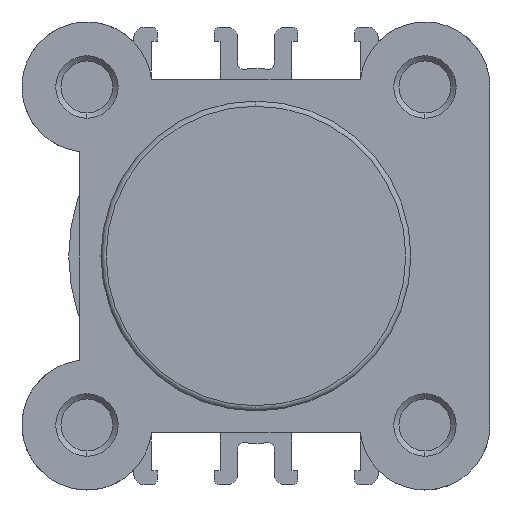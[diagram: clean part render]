
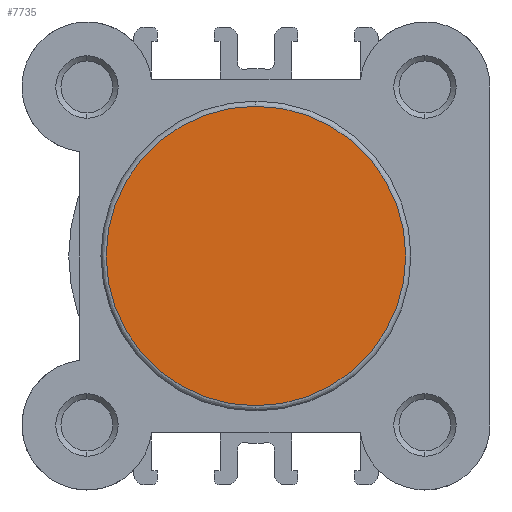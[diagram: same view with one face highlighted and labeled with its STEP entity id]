
A CAD part, left-side view. The second image highlights one B-rep face of the part: STEP entity #7735.
In plain terms, the highlighted planar face has unit normal (-1, 0, 0).
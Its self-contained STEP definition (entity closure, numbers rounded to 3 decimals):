
#932 = FACE_OUTER_BOUND ( 'NONE', #1701, .T. ) ;
#1056 = EDGE_CURVE ( 'NONE', #2783, #2782, #4451, .T. ) ;
#1091 = EDGE_CURVE ( 'NONE', #2782, #2783, #4500, .T. ) ;
#1701 = EDGE_LOOP ( 'NONE', ( #3112, #3063 ) ) ;
#2033 = CARTESIAN_POINT ( 'NONE',  ( 0., 0., 0. ) ) ;
#2035 = DIRECTION ( 'NONE',  ( -1., 0., 0. ) ) ;
#2036 = DIRECTION ( 'NONE',  ( 0., 0., 1. ) ) ;
#2782 = VERTEX_POINT ( 'NONE', #6430 ) ;
#2783 = VERTEX_POINT ( 'NONE', #6431 ) ;
#3014 = CARTESIAN_POINT ( 'NONE',  ( 0., 0., 0. ) ) ;
#3015 = DIRECTION ( 'NONE',  ( -1., 0., 0. ) ) ;
#3016 = DIRECTION ( 'NONE',  ( 0., 0., 1. ) ) ;
#3063 = ORIENTED_EDGE ( 'NONE', *, *, #1091, .T. ) ;
#3112 = ORIENTED_EDGE ( 'NONE', *, *, #1056, .T. ) ;
#3245 = CARTESIAN_POINT ( 'NONE',  ( 0., -14.9, 0. ) ) ;
#3250 = PLANE ( 'NONE',  #5489 ) ;
#3256 = DIRECTION ( 'NONE',  ( -1., 0., 0. ) ) ;
#3257 = DIRECTION ( 'NONE',  ( 0., 0., 1. ) ) ;
#4451 = CIRCLE ( 'NONE', #5013, 14.4 ) ;
#4500 = CIRCLE ( 'NONE', #5035, 14.4 ) ;
#5013 = AXIS2_PLACEMENT_3D ( 'NONE', #3014, #3015, #3016 ) ;
#5035 = AXIS2_PLACEMENT_3D ( 'NONE', #2033, #2035, #2036 ) ;
#5489 = AXIS2_PLACEMENT_3D ( 'NONE', #3245, #3256, #3257 ) ;
#6430 = CARTESIAN_POINT ( 'NONE',  ( 0., 0., -14.4 ) ) ;
#6431 = CARTESIAN_POINT ( 'NONE',  ( 0., 0., 14.4 ) ) ;
#7735 = ADVANCED_FACE ( 'NONE', ( #932 ), #3250, .T. ) ;
